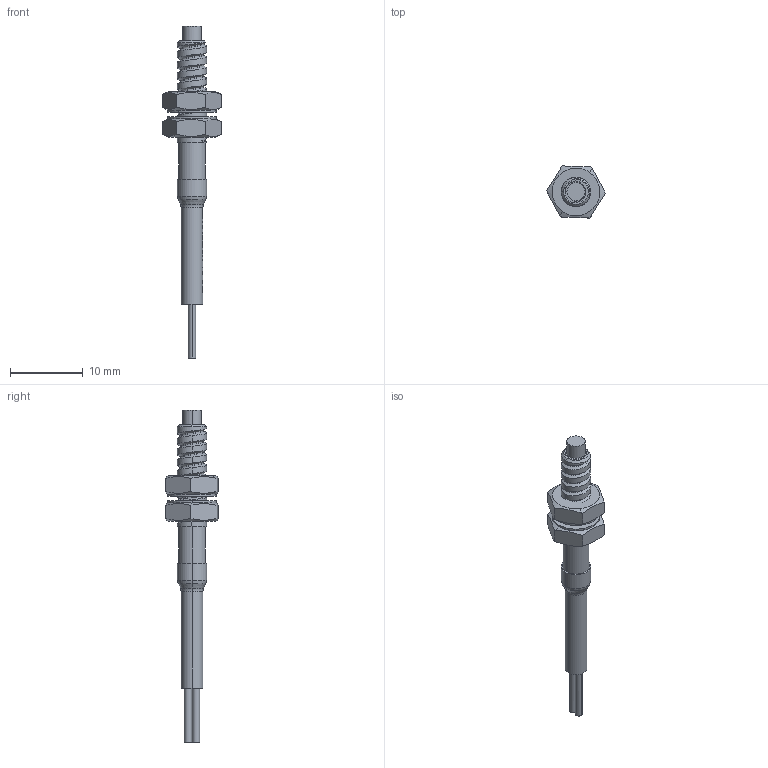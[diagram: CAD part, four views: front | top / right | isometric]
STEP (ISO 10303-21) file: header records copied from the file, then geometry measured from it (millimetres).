
FILE_DESCRIPTION((''),'2;1');
FILE_NAME('ASM0002_ASM','2022-06-14T',('EDY'),(''),'CREO PARAMETRIC BY PTC INC, 2018070','CREO PARAMETRIC BY PTC INC, 2018070','');
FILE_SCHEMA(('CONFIG_CONTROL_DESIGN'));
Length unit declared in the file: millimetre
Products named in the file (9): _M3蹟譫_-_淝蹈_埴-7549_1_2; 切除-拉伸-9337_1_2; _M3蹟譫_-_淝蹈_埴-12177__2; 切除-拉伸-12822_1_2; 切除-拉-16821_1_2; 切除-拉-19083_1_2; PD-C42_1_2_3_ASM; з壺-嶺-19083; ASM0002_ASM
Assembly tree (8 placements, depth 3):
  ASM0002_ASM
    PD-C42_1_2_3_ASM
      _M3蹟譫_-_淝蹈_埴-7549_1_2
      切除-拉伸-9337_1_2
      _M3蹟譫_-_淝蹈_埴-12177__2
      切除-拉伸-12822_1_2
      切除-拉-16821_1_2
      切除-拉-19083_1_2
    з壺-嶺-19083
Bounding box: 8.08 x 7.15 x 45.51 mm (x, y, z)
Volume: 628.3 mm3; surface area: 1375.4 mm2
Topology: 7 solids, 7 shells, 478 faces, 1306 edges, 858 vertices
Faces by surface type: plane 254, cylinder 152, extrusion 33, bspline 19, cone 14, torus 6
Entity records: 28510 total; most frequent: CARTESIAN_POINT 16754, ORIENTED_EDGE 2612, DIRECTION 2070, EDGE_CURVE 1306, VERTEX_POINT 858, VECTOR 770, LINE 737, AXIS2_PLACEMENT_3D 650
